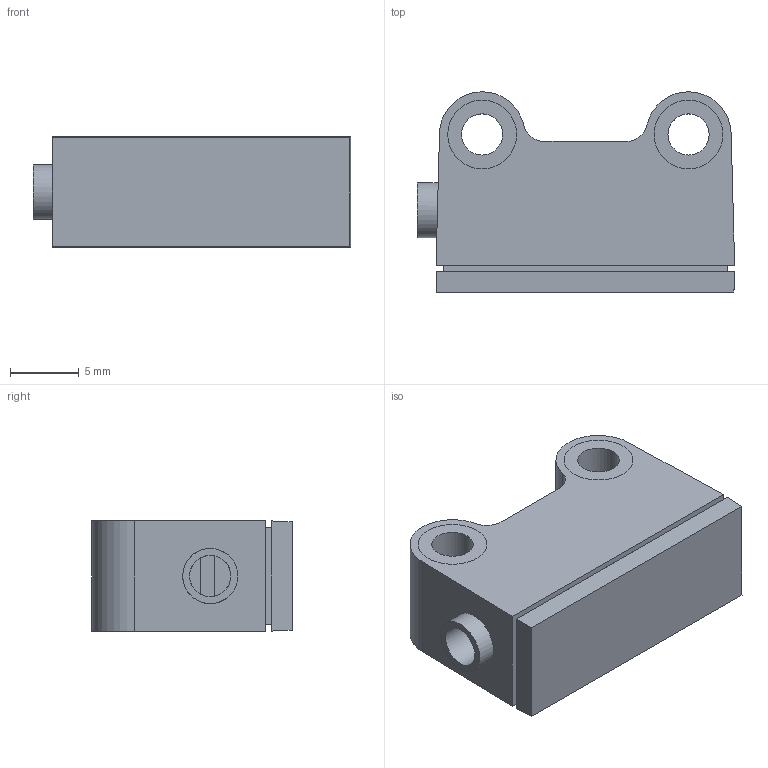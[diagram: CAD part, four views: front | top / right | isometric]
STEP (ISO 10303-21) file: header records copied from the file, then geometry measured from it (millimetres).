
FILE_DESCRIPTION(/* description */ (''),/* implementation_level */ '2;1');
FILE_NAME(/* name */ '1016-1.stp',/* time_stamp */ '2021-10-16T16:05:15+08:00',/* author */ (''),/* organization */ (''),/* preprocessor_version */ 'ST-DEVELOPER v11',/* originating_system */ 'SIEMENS UGS NX 6.0',/* authorisation */ '');
FILE_SCHEMA (('CONFIG_CONTROL_DESIGN'));
Length unit declared in the file: millimetre
Products named in the file (1): Admi230C2934
Bounding box: 23.05 x 14.55 x 8 mm (x, y, z)
Volume: 1330.3 mm3; surface area: 3495.7 mm2
Topology: 7 solids, 7 shells, 213 faces, 524 edges, 352 vertices
Faces by surface type: plane 181, cylinder 29, sphere 2, cone 1
Full cylindrical faces by diameter (mm): 2 x1, 2.2 x1, 3 x3, 4 x1, 4.2 x5, 5 x8
Entity records: 6090 total; most frequent: CARTESIAN_POINT 1040, DIRECTION 978, ORIENTED_EDGE 976, EDGE_CURVE 488, LINE 426, VECTOR 426, VERTEX_POINT 338, EDGE_LOOP 276
